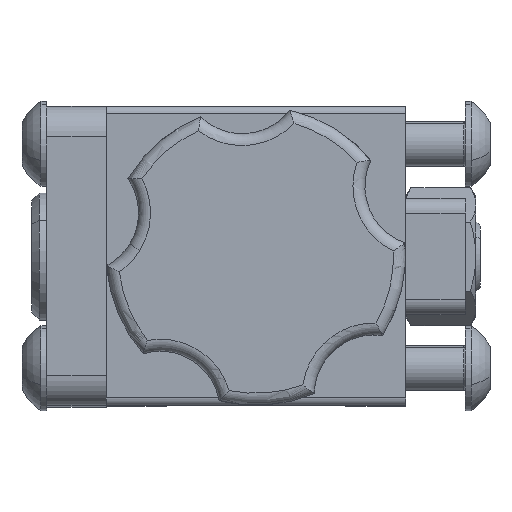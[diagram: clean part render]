
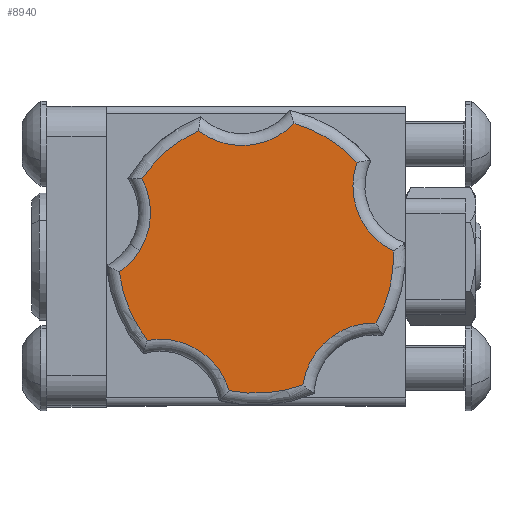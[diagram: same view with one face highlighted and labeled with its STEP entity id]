
A CAD part, top view. The second image highlights one B-rep face of the part: STEP entity #8940.
In plain terms, the highlighted planar face has unit normal (0, 0, 1).
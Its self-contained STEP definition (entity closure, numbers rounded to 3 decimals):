
#53 = DIRECTION ( 'NONE',  ( 0.851, -0.525, 0. ) ) ;
#138 = CARTESIAN_POINT ( 'NONE',  ( 10.757, 1.809, 29.26 ) ) ;
#290 = CARTESIAN_POINT ( 'NONE',  ( 3.765, 18.811, 29.26 ) ) ;
#317 = AXIS2_PLACEMENT_3D ( 'NONE', #6813, #18282, #11837 ) ;
#496 = DIRECTION ( 'NONE',  ( 0.851, -0.525, 0. ) ) ;
#1137 = CIRCLE ( 'NONE', #4206, 9.2 ) ;
#1470 = CIRCLE ( 'NONE', #2847, 4.8 ) ;
#1751 = EDGE_CURVE ( 'NONE', #2646, #8249, #3499, .T. ) ;
#1757 = ORIENTED_EDGE ( 'NONE', *, *, #1751, .T. ) ;
#2153 = DIRECTION ( 'NONE',  ( 0.851, -0.525, 0. ) ) ;
#2212 = CARTESIAN_POINT ( 'NONE',  ( -0.153, 10.815, 29.26 ) ) ;
#2493 = EDGE_CURVE ( 'NONE', #8249, #5985, #1470, .T. ) ;
#2523 = VERTEX_POINT ( 'NONE', #7089 ) ;
#2646 = VERTEX_POINT ( 'NONE', #16533 ) ;
#2847 = AXIS2_PLACEMENT_3D ( 'NONE', #10393, #8800, #15286 ) ;
#3143 = CARTESIAN_POINT ( 'NONE',  ( 7.615, 10.456, 29.26 ) ) ;
#3499 = CIRCLE ( 'NONE', #5212, 9.2 ) ;
#3520 = DIRECTION ( 'NONE',  ( 0., 0., 1. ) ) ;
#3832 = ORIENTED_EDGE ( 'NONE', *, *, #8660, .T. ) ;
#3930 = CARTESIAN_POINT ( 'NONE',  ( -1.522, 9.376, 29.26 ) ) ;
#3940 = AXIS2_PLACEMENT_3D ( 'NONE', #14705, #3520, #8111 ) ;
#4206 = AXIS2_PLACEMENT_3D ( 'NONE', #3143, #17925, #53 ) ;
#4616 = CIRCLE ( 'NONE', #11099, 9.2 ) ;
#4942 = EDGE_CURVE ( 'NONE', #15178, #15486, #16523, .T. ) ;
#4979 = CARTESIAN_POINT ( 'NONE',  ( 1.688, 11.894, 29.26 ) ) ;
#5027 = CARTESIAN_POINT ( 'NONE',  ( 7.615, 10.456, 29.26 ) ) ;
#5212 = AXIS2_PLACEMENT_3D ( 'NONE', #20515, #5953, #2153 ) ;
#5524 = DIRECTION ( 'NONE',  ( 0., 0., -1. ) ) ;
#5548 = VERTEX_POINT ( 'NONE', #138 ) ;
#5843 = CARTESIAN_POINT ( 'NONE',  ( -4.239, 13.333, 29.26 ) ) ;
#5953 = DIRECTION ( 'NONE',  ( 0., 0., 1. ) ) ;
#5985 = VERTEX_POINT ( 'NONE', #16721 ) ;
#6038 = DIRECTION ( 'NONE',  ( 0., 0., -1. ) ) ;
#6121 = AXIS2_PLACEMENT_3D ( 'NONE', #20020, #11767, #9939 ) ;
#6427 = VERTEX_POINT ( 'NONE', #12740 ) ;
#6734 = DIRECTION ( 'NONE',  ( 0., 0., 1. ) ) ;
#6813 = CARTESIAN_POINT ( 'NONE',  ( 1.215, 0.071, 29.26 ) ) ;
#7089 = CARTESIAN_POINT ( 'NONE',  ( 0.362, 4.795, 29.26 ) ) ;
#7207 = AXIS2_PLACEMENT_3D ( 'NONE', #20085, #5524, #10227 ) ;
#7495 = EDGE_LOOP ( 'NONE', ( #20981, #3832, #12501, #14718, #17407, #15705, #13750, #1757, #17825, #13835, #10100 ) ) ;
#7646 = DIRECTION ( 'NONE',  ( 0., 0., -1. ) ) ;
#7819 = VERTEX_POINT ( 'NONE', #10619 ) ;
#7992 = CARTESIAN_POINT ( 'NONE',  ( 15.513, 1.16, 29.26 ) ) ;
#8111 = DIRECTION ( 'NONE',  ( 0.851, -0.525, 0. ) ) ;
#8249 = VERTEX_POINT ( 'NONE', #20113 ) ;
#8485 = AXIS2_PLACEMENT_3D ( 'NONE', #4979, #13183, #496 ) ;
#8521 = EDGE_CURVE ( 'NONE', #2523, #7819, #14606, .T. ) ;
#8607 = PLANE ( 'NONE',  #8485 ) ;
#8660 = EDGE_CURVE ( 'NONE', #15486, #15543, #20375, .T. ) ;
#8800 = DIRECTION ( 'NONE',  ( 0., 0., -1. ) ) ;
#8893 = CIRCLE ( 'NONE', #19748, 4.8 ) ;
#8940 = ADVANCED_FACE ( 'NONE', ( #19858 ), #8607, .F. ) ;
#9351 = CARTESIAN_POINT ( 'NONE',  ( -4.239, 13.333, 29.26 ) ) ;
#9807 = CIRCLE ( 'NONE', #18603, 4.8 ) ;
#9939 = DIRECTION ( 'NONE',  ( 0.851, -0.525, 0. ) ) ;
#10100 = ORIENTED_EDGE ( 'NONE', *, *, #11798, .T. ) ;
#10222 = VERTEX_POINT ( 'NONE', #3930 ) ;
#10227 = DIRECTION ( 'NONE',  ( 0.851, -0.525, 0. ) ) ;
#10256 = DIRECTION ( 'NONE',  ( 0.851, -0.525, 0. ) ) ;
#10393 = CARTESIAN_POINT ( 'NONE',  ( 18.896, 15.095, 29.26 ) ) ;
#10619 = CARTESIAN_POINT ( 'NONE',  ( 5.818, 1.433, 29.26 ) ) ;
#11099 = AXIS2_PLACEMENT_3D ( 'NONE', #5027, #6734, #10256 ) ;
#11210 = EDGE_CURVE ( 'NONE', #5548, #2646, #8893, .T. ) ;
#11616 = CARTESIAN_POINT ( 'NONE',  ( -0.01, 15.604, 29.26 ) ) ;
#11767 = DIRECTION ( 'NONE',  ( 0., 0., 1. ) ) ;
#11798 = EDGE_CURVE ( 'NONE', #6427, #15178, #20448, .T. ) ;
#11837 = DIRECTION ( 'NONE',  ( 0.851, -0.525, 0. ) ) ;
#12501 = ORIENTED_EDGE ( 'NONE', *, *, #15758, .T. ) ;
#12740 = CARTESIAN_POINT ( 'NONE',  ( 10.155, 19.298, 29.26 ) ) ;
#12889 = DIRECTION ( 'NONE',  ( 0., 0., -1. ) ) ;
#13015 = EDGE_CURVE ( 'NONE', #10222, #2523, #4616, .T. ) ;
#13183 = DIRECTION ( 'NONE',  ( 0., 0., -1. ) ) ;
#13750 = ORIENTED_EDGE ( 'NONE', *, *, #11210, .T. ) ;
#13835 = ORIENTED_EDGE ( 'NONE', *, *, #17432, .T. ) ;
#14231 = DIRECTION ( 'NONE',  ( 0.851, -0.525, 0. ) ) ;
#14606 = CIRCLE ( 'NONE', #317, 4.8 ) ;
#14705 = CARTESIAN_POINT ( 'NONE',  ( 7.615, 10.456, 29.26 ) ) ;
#14718 = ORIENTED_EDGE ( 'NONE', *, *, #13015, .T. ) ;
#15178 = VERTEX_POINT ( 'NONE', #290 ) ;
#15286 = DIRECTION ( 'NONE',  ( 0.851, -0.525, 0. ) ) ;
#15486 = VERTEX_POINT ( 'NONE', #11616 ) ;
#15543 = VERTEX_POINT ( 'NONE', #2212 ) ;
#15705 = ORIENTED_EDGE ( 'NONE', *, *, #18954, .T. ) ;
#15758 = EDGE_CURVE ( 'NONE', #15543, #10222, #9807, .T. ) ;
#16523 = CIRCLE ( 'NONE', #3940, 9.2 ) ;
#16533 = CARTESIAN_POINT ( 'NONE',  ( 15.641, 5.958, 29.26 ) ) ;
#16721 = CARTESIAN_POINT ( 'NONE',  ( 14.372, 16.699, 29.26 ) ) ;
#17407 = ORIENTED_EDGE ( 'NONE', *, *, #8521, .T. ) ;
#17432 = EDGE_CURVE ( 'NONE', #5985, #6427, #19338, .T. ) ;
#17755 = DIRECTION ( 'NONE',  ( 0.851, -0.525, 0. ) ) ;
#17825 = ORIENTED_EDGE ( 'NONE', *, *, #2493, .T. ) ;
#17925 = DIRECTION ( 'NONE',  ( 0., 0., 1. ) ) ;
#18282 = DIRECTION ( 'NONE',  ( 0., 0., -1. ) ) ;
#18338 = AXIS2_PLACEMENT_3D ( 'NONE', #5843, #7646, #20193 ) ;
#18603 = AXIS2_PLACEMENT_3D ( 'NONE', #9351, #6038, #14231 ) ;
#18954 = EDGE_CURVE ( 'NONE', #7819, #5548, #1137, .T. ) ;
#19338 = CIRCLE ( 'NONE', #6121, 9.2 ) ;
#19748 = AXIS2_PLACEMENT_3D ( 'NONE', #7992, #12889, #17755 ) ;
#19858 = FACE_OUTER_BOUND ( 'NONE', #7495, .T. ) ;
#20020 = CARTESIAN_POINT ( 'NONE',  ( 7.615, 10.456, 29.26 ) ) ;
#20085 = CARTESIAN_POINT ( 'NONE',  ( 6.689, 22.618, 29.26 ) ) ;
#20113 = CARTESIAN_POINT ( 'NONE',  ( 16.809, 10.772, 29.26 ) ) ;
#20193 = DIRECTION ( 'NONE',  ( 0.851, -0.525, 0. ) ) ;
#20375 = CIRCLE ( 'NONE', #18338, 4.8 ) ;
#20448 = CIRCLE ( 'NONE', #7207, 4.8 ) ;
#20515 = CARTESIAN_POINT ( 'NONE',  ( 7.615, 10.456, 29.26 ) ) ;
#20981 = ORIENTED_EDGE ( 'NONE', *, *, #4942, .T. ) ;
